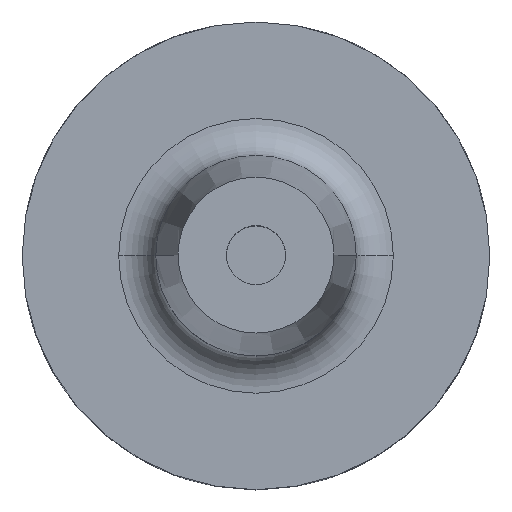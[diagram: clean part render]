
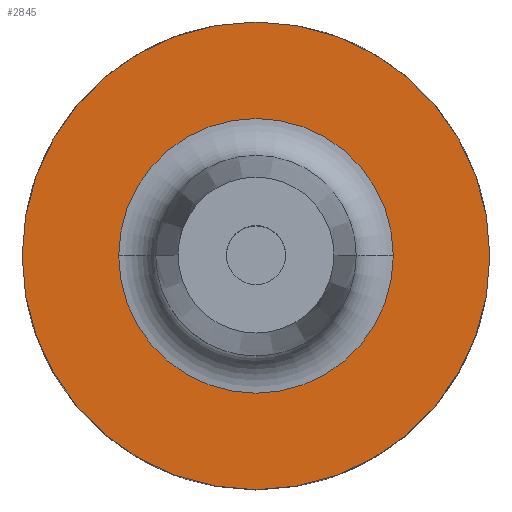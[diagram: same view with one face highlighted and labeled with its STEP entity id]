
A CAD part, top view. The second image highlights one B-rep face of the part: STEP entity #2845.
In plain terms, the highlighted planar face has unit normal (0, 0, 1).
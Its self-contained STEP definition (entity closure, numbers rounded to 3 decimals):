
#77 = DIRECTION ( 'NONE',  ( 1., 0., 0. ) ) ;
#386 = ORIENTED_EDGE ( 'NONE', *, *, #4705, .T. ) ;
#455 = AXIS2_PLACEMENT_3D ( 'NONE', #4629, #2342, #77 ) ;
#484 = VERTEX_POINT ( 'NONE', #2967 ) ;
#534 = CARTESIAN_POINT ( 'NONE',  ( 0., 0., 22. ) ) ;
#562 = EDGE_LOOP ( 'NONE', ( #4686, #386 ) ) ;
#814 = AXIS2_PLACEMENT_3D ( 'NONE', #534, #911, #3555 ) ;
#836 = ORIENTED_EDGE ( 'NONE', *, *, #1616, .T. ) ;
#911 = DIRECTION ( 'NONE',  ( 0., 0., -1. ) ) ;
#1055 = CIRCLE ( 'NONE', #3537, 31.5 ) ;
#1222 = CIRCLE ( 'NONE', #4223, 18.5 ) ;
#1249 = DIRECTION ( 'NONE',  ( 0., 0., -1. ) ) ;
#1326 = DIRECTION ( 'NONE',  ( 0., 0., -1. ) ) ;
#1553 = CIRCLE ( 'NONE', #4377, 18.5 ) ;
#1616 = EDGE_CURVE ( 'NONE', #484, #3728, #2121, .T. ) ;
#1667 = CARTESIAN_POINT ( 'NONE',  ( 0., 0., 22. ) ) ;
#1721 = EDGE_CURVE ( 'NONE', #2661, #4388, #1553, .T. ) ;
#2038 = DIRECTION ( 'NONE',  ( 1., 0., 0. ) ) ;
#2121 = CIRCLE ( 'NONE', #455, 31.5 ) ;
#2342 = DIRECTION ( 'NONE',  ( 0., 0., 1. ) ) ;
#2444 = FACE_BOUND ( 'NONE', #562, .T. ) ;
#2661 = VERTEX_POINT ( 'NONE', #4189 ) ;
#2845 = ADVANCED_FACE ( 'NONE', ( #2444, #3334 ), #3899, .F. ) ;
#2859 = EDGE_LOOP ( 'NONE', ( #836, #3814 ) ) ;
#2967 = CARTESIAN_POINT ( 'NONE',  ( 31.5, 0., 22. ) ) ;
#3334 = FACE_OUTER_BOUND ( 'NONE', #2859, .T. ) ;
#3524 = CARTESIAN_POINT ( 'NONE',  ( 0., 0., 22. ) ) ;
#3537 = AXIS2_PLACEMENT_3D ( 'NONE', #1667, #4326, #2038 ) ;
#3555 = DIRECTION ( 'NONE',  ( -1., 0., 0. ) ) ;
#3589 = CARTESIAN_POINT ( 'NONE',  ( 0., 0., 22. ) ) ;
#3728 = VERTEX_POINT ( 'NONE', #4452 ) ;
#3814 = ORIENTED_EDGE ( 'NONE', *, *, #4136, .T. ) ;
#3899 = PLANE ( 'NONE',  #814 ) ;
#3915 = DIRECTION ( 'NONE',  ( -1., 0., 0. ) ) ;
#3990 = DIRECTION ( 'NONE',  ( -1., 0., 0. ) ) ;
#4021 = CARTESIAN_POINT ( 'NONE',  ( 18.5, 0., 22. ) ) ;
#4136 = EDGE_CURVE ( 'NONE', #3728, #484, #1055, .T. ) ;
#4189 = CARTESIAN_POINT ( 'NONE',  ( -18.5, 0., 22. ) ) ;
#4223 = AXIS2_PLACEMENT_3D ( 'NONE', #3589, #1326, #3990 ) ;
#4326 = DIRECTION ( 'NONE',  ( 0., 0., 1. ) ) ;
#4377 = AXIS2_PLACEMENT_3D ( 'NONE', #3524, #1249, #3915 ) ;
#4388 = VERTEX_POINT ( 'NONE', #4021 ) ;
#4452 = CARTESIAN_POINT ( 'NONE',  ( -31.5, 0., 22. ) ) ;
#4629 = CARTESIAN_POINT ( 'NONE',  ( 0., 0., 22. ) ) ;
#4686 = ORIENTED_EDGE ( 'NONE', *, *, #1721, .T. ) ;
#4705 = EDGE_CURVE ( 'NONE', #4388, #2661, #1222, .T. ) ;
